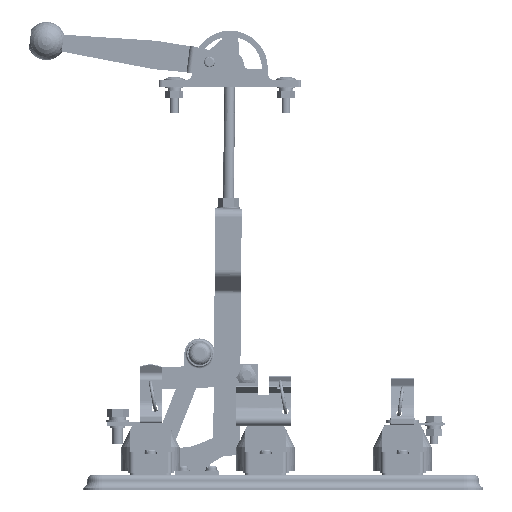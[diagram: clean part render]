
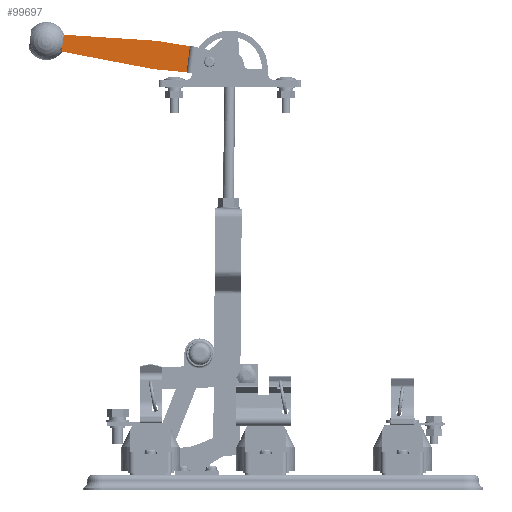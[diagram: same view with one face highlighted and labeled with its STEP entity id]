
A CAD part, left-side view. The second image highlights one B-rep face of the part: STEP entity #99697.
In plain terms, the highlighted planar face has unit normal (-1, 0, 0).
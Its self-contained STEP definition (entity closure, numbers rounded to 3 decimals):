
#653 = CARTESIAN_POINT ( 'NONE',  ( 180.4, 200.224, 415.593 ) ) ;
#1071 = ORIENTED_EDGE ( 'NONE', *, *, #24439, .F. ) ;
#2102 = CARTESIAN_POINT ( 'NONE',  ( 180.4, 118.647, 380.167 ) ) ;
#3383 = ORIENTED_EDGE ( 'NONE', *, *, #26953, .F. ) ;
#5969 = DIRECTION ( 'NONE',  ( 0., -0.127, 0.992 ) ) ;
#8097 = VECTOR ( 'NONE', #58470, 1000. ) ;
#11153 = VECTOR ( 'NONE', #96898, 1000. ) ;
#12051 = DIRECTION ( 'NONE',  ( 1., 0., 0. ) ) ;
#12602 = ORIENTED_EDGE ( 'NONE', *, *, #21182, .F. ) ;
#12734 = CARTESIAN_POINT ( 'NONE',  ( 180.4, 118.647, 380.167 ) ) ;
#16818 = VECTOR ( 'NONE', #23470, 1000. ) ;
#18573 = CARTESIAN_POINT ( 'NONE',  ( 180.4, 85.123, 405.101 ) ) ;
#20888 = VECTOR ( 'NONE', #58772, 1000. ) ;
#21182 = EDGE_CURVE ( 'NONE', #26256, #26080, #75781, .T. ) ;
#21948 = EDGE_CURVE ( 'NONE', #26080, #49351, #57647, .T. ) ;
#22741 = DIRECTION ( 'NONE',  ( 0., 0., -1. ) ) ;
#22917 = EDGE_CURVE ( 'NONE', #49351, #32133, #42079, .T. ) ;
#23470 = DIRECTION ( 'NONE',  ( 0., -0.987, -0.161 ) ) ;
#23682 = VECTOR ( 'NONE', #5969, 1000. ) ;
#23906 = EDGE_CURVE ( 'NONE', #32133, #113676, #46381, .T. ) ;
#24439 = EDGE_CURVE ( 'NONE', #36800, #112084, #108552, .T. ) ;
#25549 = DIRECTION ( 'NONE',  ( 0., 0.996, 0.094 ) ) ;
#25990 = EDGE_CURVE ( 'NONE', #112084, #77754, #103537, .T. ) ;
#26080 = VERTEX_POINT ( 'NONE', #653 ) ;
#26256 = VERTEX_POINT ( 'NONE', #72904 ) ;
#26953 = EDGE_CURVE ( 'NONE', #77754, #26256, #118830, .T. ) ;
#28113 = EDGE_CURVE ( 'NONE', #113676, #36800, #118478, .T. ) ;
#31798 = EDGE_LOOP ( 'NONE', ( #61396, #12602, #3383, #112905, #1071, #61283, #44941, #84460 ) ) ;
#32133 = VERTEX_POINT ( 'NONE', #78858 ) ;
#35613 = CARTESIAN_POINT ( 'NONE',  ( 180.4, 200.224, 415.593 ) ) ;
#36800 = VERTEX_POINT ( 'NONE', #98959 ) ;
#38963 = CARTESIAN_POINT ( 'NONE',  ( 180.4, 114.317, 413.89 ) ) ;
#42079 = CIRCLE ( 'NONE', #79164, 30. ) ;
#44941 = ORIENTED_EDGE ( 'NONE', *, *, #23906, .F. ) ;
#45676 = CARTESIAN_POINT ( 'NONE',  ( 180.4, 119.976, 384.428 ) ) ;
#46381 = LINE ( 'NONE', #72341, #16818 ) ;
#48826 = DIRECTION ( 'NONE',  ( 0., 0., -1. ) ) ;
#49351 = VERTEX_POINT ( 'NONE', #107481 ) ;
#53921 = VECTOR ( 'NONE', #25549, 1000. ) ;
#57647 = LINE ( 'NONE', #116680, #8097 ) ;
#58338 = CARTESIAN_POINT ( 'NONE',  ( 180.4, 202.198, 400.22 ) ) ;
#58470 = DIRECTION ( 'NONE',  ( 0., -0.998, -0.066 ) ) ;
#58772 = DIRECTION ( 'NONE',  ( 0., 0.982, 0.189 ) ) ;
#61283 = ORIENTED_EDGE ( 'NONE', *, *, #28113, .F. ) ;
#61396 = ORIENTED_EDGE ( 'NONE', *, *, #21948, .F. ) ;
#64595 = CARTESIAN_POINT ( 'NONE',  ( 180.4, 117.13, 384.022 ) ) ;
#72341 = CARTESIAN_POINT ( 'NONE',  ( 180.4, 113.823, 409.776 ) ) ;
#72904 = CARTESIAN_POINT ( 'NONE',  ( 180.4, 202.198, 400.22 ) ) ;
#75511 = AXIS2_PLACEMENT_3D ( 'NONE', #38963, #106998, #48826 ) ;
#75781 = LINE ( 'NONE', #35613, #23682 ) ;
#77754 = VERTEX_POINT ( 'NONE', #45676 ) ;
#78858 = CARTESIAN_POINT ( 'NONE',  ( 180.4, 113.823, 409.776 ) ) ;
#79164 = AXIS2_PLACEMENT_3D ( 'NONE', #12734, #81410, #22741 ) ;
#80731 = DIRECTION ( 'NONE',  ( 0., 0., -1. ) ) ;
#81410 = DIRECTION ( 'NONE',  ( 1., 0., 0. ) ) ;
#84460 = ORIENTED_EDGE ( 'NONE', *, *, #22917, .F. ) ;
#89900 = CARTESIAN_POINT ( 'NONE',  ( 180.4, 117.13, 384.022 ) ) ;
#96203 = FACE_OUTER_BOUND ( 'NONE', #31798, .T. ) ;
#96898 = DIRECTION ( 'NONE',  ( 0., 0.127, -0.992 ) ) ;
#98959 = CARTESIAN_POINT ( 'NONE',  ( 180.4, 88.179, 381.296 ) ) ;
#99697 = ADVANCED_FACE ( 'NONE', ( #96203 ), #109697, .F. ) ;
#103537 = CIRCLE ( 'NONE', #75511, 30. ) ;
#106998 = DIRECTION ( 'NONE',  ( 1., 0., 0. ) ) ;
#107331 = CARTESIAN_POINT ( 'NONE',  ( 180.4, 85.123, 405.101 ) ) ;
#107481 = CARTESIAN_POINT ( 'NONE',  ( 180.4, 116.679, 410.102 ) ) ;
#108552 = LINE ( 'NONE', #64595, #53921 ) ;
#109697 = PLANE ( 'NONE',  #120777 ) ;
#112084 = VERTEX_POINT ( 'NONE', #89900 ) ;
#112905 = ORIENTED_EDGE ( 'NONE', *, *, #25990, .F. ) ;
#113676 = VERTEX_POINT ( 'NONE', #107331 ) ;
#116680 = CARTESIAN_POINT ( 'NONE',  ( 180.4, 200.224, 415.593 ) ) ;
#118478 = LINE ( 'NONE', #18573, #11153 ) ;
#118830 = LINE ( 'NONE', #58338, #20888 ) ;
#120777 = AXIS2_PLACEMENT_3D ( 'NONE', #2102, #12051, #80731 ) ;
